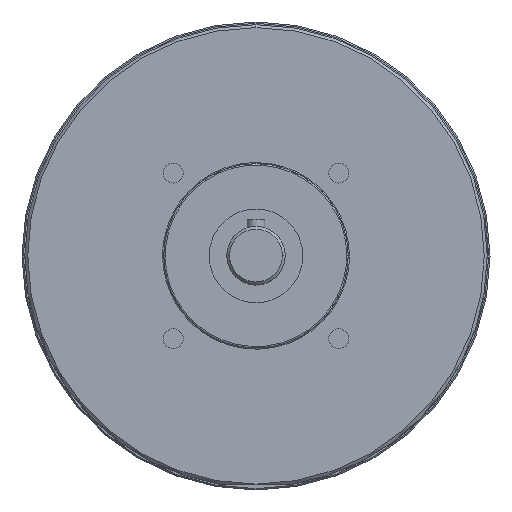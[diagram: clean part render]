
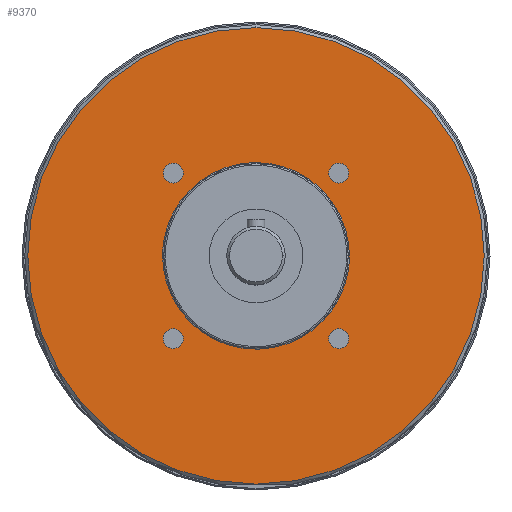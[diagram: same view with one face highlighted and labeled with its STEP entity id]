
A CAD part, top view. The second image highlights one B-rep face of the part: STEP entity #9370.
In plain terms, the highlighted planar face has unit normal (0, 0, 1).
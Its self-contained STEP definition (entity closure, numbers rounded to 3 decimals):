
#575 = DIRECTION ( 'NONE',  ( 0., 0., 1. ) ) ;
#660 = VERTEX_POINT ( 'NONE', #22288 ) ;
#718 = ORIENTED_EDGE ( 'NONE', *, *, #14625, .F. ) ;
#929 = ORIENTED_EDGE ( 'NONE', *, *, #10536, .F. ) ;
#1112 = CARTESIAN_POINT ( 'NONE',  ( -31.9, 0., -5. ) ) ;
#1234 = DIRECTION ( 'NONE',  ( 0., 0., -1. ) ) ;
#1472 = CARTESIAN_POINT ( 'NONE',  ( 31.9, -63.8, -5. ) ) ;
#1488 = AXIS2_PLACEMENT_3D ( 'NONE', #11516, #575, #21155 ) ;
#1552 = CARTESIAN_POINT ( 'NONE',  ( 0., 0., -5. ) ) ;
#1613 = CARTESIAN_POINT ( 'NONE',  ( -31.684, -28.284, -5. ) ) ;
#2065 = CARTESIAN_POINT ( 'NONE',  ( 28.284, 28.284, -5. ) ) ;
#2274 = CIRCLE ( 'NONE', #3062, 3.4 ) ;
#2587 = EDGE_CURVE ( 'NONE', #660, #20911, #7388, .T. ) ;
#2716 = EDGE_CURVE ( 'NONE', #6915, #17580, #16227, .T. ) ;
#2790 = CARTESIAN_POINT ( 'NONE',  ( -28.284, 28.284, -5. ) ) ;
#3062 = AXIS2_PLACEMENT_3D ( 'NONE', #11341, #3930, #9445 ) ;
#3276 = PLANE ( 'NONE',  #10073 ) ;
#3395 = FACE_OUTER_BOUND ( 'NONE', #19184, .T. ) ;
#3930 = DIRECTION ( 'NONE',  ( 0., 0., 1. ) ) ;
#3935 = DIRECTION ( 'NONE',  ( 1., 0., 0. ) ) ;
#3955 = ORIENTED_EDGE ( 'NONE', *, *, #24272, .F. ) ;
#4168 = EDGE_CURVE ( 'NONE', #24370, #4788, #15703, .T. ) ;
#4280 = DIRECTION ( 'NONE',  ( 1., 0., 0. ) ) ;
#4443 = CIRCLE ( 'NONE', #17268, 3.4 ) ;
#4569 = CARTESIAN_POINT ( 'NONE',  ( -31.9, 0., -5. ) ) ;
#4680 = CIRCLE ( 'NONE', #8684, 3.4 ) ;
#4788 = VERTEX_POINT ( 'NONE', #10924 ) ;
#5120 = EDGE_LOOP ( 'NONE', ( #5271, #718 ) ) ;
#5238 = CARTESIAN_POINT ( 'NONE',  ( 0., 0., -5. ) ) ;
#5271 = ORIENTED_EDGE ( 'NONE', *, *, #4168, .F. ) ;
#5368 = DIRECTION ( 'NONE',  ( 1., 0., 0. ) ) ;
#5648 = AXIS2_PLACEMENT_3D ( 'NONE', #1552, #15363, #9207 ) ;
#5783 = AXIS2_PLACEMENT_3D ( 'NONE', #12053, #21305, #14062 ) ;
#5788 = CARTESIAN_POINT ( 'NONE',  ( 24.884, 28.284, -5. ) ) ;
#6575 = ORIENTED_EDGE ( 'NONE', *, *, #17963, .F. ) ;
#6629 = ORIENTED_EDGE ( 'NONE', *, *, #2587, .F. ) ;
#6915 = VERTEX_POINT ( 'NONE', #1613 ) ;
#7034 = VERTEX_POINT ( 'NONE', #22552 ) ;
#7123 = CARTESIAN_POINT ( 'NONE',  ( -31.9, -63.8, -5. ) ) ;
#7292 = FACE_BOUND ( 'NONE', #5120, .T. ) ;
#7388 = CIRCLE ( 'NONE', #11393, 3.4 ) ;
#7791 = DIRECTION ( 'NONE',  ( 0., 0., 1. ) ) ;
#8684 = AXIS2_PLACEMENT_3D ( 'NONE', #11799, #20929, #9400 ) ;
#8858 = CIRCLE ( 'NONE', #5648, 78. ) ;
#9042 = FACE_BOUND ( 'NONE', #19431, .T. ) ;
#9207 = DIRECTION ( 'NONE',  ( 0., 1., 0. ) ) ;
#9370 = ADVANCED_FACE ( 'NONE', ( #9042, #13212, #24706, #10935, #7292, #3395 ), #3276, .F. ) ;
#9400 = DIRECTION ( 'NONE',  ( 1., 0., 0. ) ) ;
#9416 = DIRECTION ( 'NONE',  ( 0., 0., -1. ) ) ;
#9445 = DIRECTION ( 'NONE',  ( 1., 0., 0. ) ) ;
#9681 = CIRCLE ( 'NONE', #12899, 3.4 ) ;
#10073 = AXIS2_PLACEMENT_3D ( 'NONE', #20454, #9416, #20820 ) ;
#10498 = VERTEX_POINT ( 'NONE', #22653 ) ;
#10536 = EDGE_CURVE ( 'NONE', #20477, #14783, #11704, .T. ) ;
#10568 = DIRECTION ( 'NONE',  ( 0., 0., 1. ) ) ;
#10787 = CARTESIAN_POINT ( 'NONE',  ( 24.884, -28.284, -5. ) ) ;
#10924 = CARTESIAN_POINT ( 'NONE',  ( 31.9, 0., -5. ) ) ;
#10935 = FACE_BOUND ( 'NONE', #23188, .T. ) ;
#11296 = AXIS2_PLACEMENT_3D ( 'NONE', #5238, #1234, #20408 ) ;
#11341 = CARTESIAN_POINT ( 'NONE',  ( -28.284, 28.284, -5. ) ) ;
#11393 = AXIS2_PLACEMENT_3D ( 'NONE', #2790, #10568, #5368 ) ;
#11398 = ORIENTED_EDGE ( 'NONE', *, *, #15620, .F. ) ;
#11516 = CARTESIAN_POINT ( 'NONE',  ( 28.284, 28.284, -5. ) ) ;
#11704 = CIRCLE ( 'NONE', #11296, 78. ) ;
#11733 = CARTESIAN_POINT ( 'NONE',  ( -24.884, -28.284, -5. ) ) ;
#11799 = CARTESIAN_POINT ( 'NONE',  ( -28.284, -28.284, -5. ) ) ;
#12053 = CARTESIAN_POINT ( 'NONE',  ( -28.284, -28.284, -5. ) ) ;
#12226 = CARTESIAN_POINT ( 'NONE',  ( 28.284, -28.284, -5. ) ) ;
#12830 =( BOUNDED_CURVE ( )  B_SPLINE_CURVE ( 3, ( #23502, #19985, #15882, #4569 ),
 .UNSPECIFIED., .F., .F. ) 
 B_SPLINE_CURVE_WITH_KNOTS ( ( 4, 4 ),
 ( 0., 1. ),
 .UNSPECIFIED. ) 
 CURVE ( )  GEOMETRIC_REPRESENTATION_ITEM ( )  RATIONAL_B_SPLINE_CURVE ( ( 1., 0.333, 0.333, 1. ) ) 
 REPRESENTATION_ITEM ( '' )  );
#12899 = AXIS2_PLACEMENT_3D ( 'NONE', #2065, #17249, #3935 ) ;
#13212 = FACE_BOUND ( 'NONE', #16626, .T. ) ;
#13219 = CARTESIAN_POINT ( 'NONE',  ( 0., 78., -5. ) ) ;
#13321 = ORIENTED_EDGE ( 'NONE', *, *, #20527, .F. ) ;
#13469 = CARTESIAN_POINT ( 'NONE',  ( -31.684, 28.284, -5. ) ) ;
#13906 = CIRCLE ( 'NONE', #18689, 3.4 ) ;
#13974 = EDGE_CURVE ( 'NONE', #18050, #10498, #9681, .T. ) ;
#14062 = DIRECTION ( 'NONE',  ( 1., 0., 0. ) ) ;
#14625 = EDGE_CURVE ( 'NONE', #4788, #24370, #12830, .T. ) ;
#14783 = VERTEX_POINT ( 'NONE', #13219 ) ;
#14797 = CARTESIAN_POINT ( 'NONE',  ( 31.9, 0., -5. ) ) ;
#15051 = ORIENTED_EDGE ( 'NONE', *, *, #13974, .F. ) ;
#15363 = DIRECTION ( 'NONE',  ( 0., 0., -1. ) ) ;
#15620 = EDGE_CURVE ( 'NONE', #20911, #660, #2274, .T. ) ;
#15703 =( BOUNDED_CURVE ( )  B_SPLINE_CURVE ( 3, ( #1112, #7123, #1472, #14797 ),
 .UNSPECIFIED., .F., .F. ) 
 B_SPLINE_CURVE_WITH_KNOTS ( ( 4, 4 ),
 ( 0., 1. ),
 .UNSPECIFIED. ) 
 CURVE ( )  GEOMETRIC_REPRESENTATION_ITEM ( )  RATIONAL_B_SPLINE_CURVE ( ( 1., 0.333, 0.333, 1. ) ) 
 REPRESENTATION_ITEM ( '' )  );
#15727 = CARTESIAN_POINT ( 'NONE',  ( 28.284, -28.284, -5. ) ) ;
#15759 = VERTEX_POINT ( 'NONE', #10787 ) ;
#15882 = CARTESIAN_POINT ( 'NONE',  ( -31.9, 63.8, -5. ) ) ;
#16000 = DIRECTION ( 'NONE',  ( 0., 0., 1. ) ) ;
#16227 = CIRCLE ( 'NONE', #5783, 3.4 ) ;
#16626 = EDGE_LOOP ( 'NONE', ( #13321, #15051 ) ) ;
#17249 = DIRECTION ( 'NONE',  ( 0., 0., 1. ) ) ;
#17268 = AXIS2_PLACEMENT_3D ( 'NONE', #12226, #16000, #17373 ) ;
#17373 = DIRECTION ( 'NONE',  ( 1., 0., 0. ) ) ;
#17580 = VERTEX_POINT ( 'NONE', #11733 ) ;
#17629 = CARTESIAN_POINT ( 'NONE',  ( -31.9, 0., -5. ) ) ;
#17933 = CIRCLE ( 'NONE', #1488, 3.4 ) ;
#17963 = EDGE_CURVE ( 'NONE', #7034, #15759, #13906, .T. ) ;
#18050 = VERTEX_POINT ( 'NONE', #5788 ) ;
#18689 = AXIS2_PLACEMENT_3D ( 'NONE', #15727, #7791, #4280 ) ;
#19184 = EDGE_LOOP ( 'NONE', ( #929, #3955 ) ) ;
#19431 = EDGE_LOOP ( 'NONE', ( #6629, #11398 ) ) ;
#19717 = EDGE_LOOP ( 'NONE', ( #6575, #22065 ) ) ;
#19985 = CARTESIAN_POINT ( 'NONE',  ( 31.9, 63.8, -5. ) ) ;
#20145 = EDGE_CURVE ( 'NONE', #17580, #6915, #4680, .T. ) ;
#20408 = DIRECTION ( 'NONE',  ( 0., 1., 0. ) ) ;
#20454 = CARTESIAN_POINT ( 'NONE',  ( 0., 31.9, -5. ) ) ;
#20477 = VERTEX_POINT ( 'NONE', #24287 ) ;
#20527 = EDGE_CURVE ( 'NONE', #10498, #18050, #17933, .T. ) ;
#20820 = DIRECTION ( 'NONE',  ( -1., 0., 0. ) ) ;
#20911 = VERTEX_POINT ( 'NONE', #13469 ) ;
#20929 = DIRECTION ( 'NONE',  ( 0., 0., 1. ) ) ;
#21155 = DIRECTION ( 'NONE',  ( 1., 0., 0. ) ) ;
#21305 = DIRECTION ( 'NONE',  ( 0., 0., 1. ) ) ;
#22065 = ORIENTED_EDGE ( 'NONE', *, *, #24308, .F. ) ;
#22092 = ORIENTED_EDGE ( 'NONE', *, *, #2716, .F. ) ;
#22288 = CARTESIAN_POINT ( 'NONE',  ( -24.884, 28.284, -5. ) ) ;
#22552 = CARTESIAN_POINT ( 'NONE',  ( 31.684, -28.284, -5. ) ) ;
#22653 = CARTESIAN_POINT ( 'NONE',  ( 31.684, 28.284, -5. ) ) ;
#22728 = ORIENTED_EDGE ( 'NONE', *, *, #20145, .F. ) ;
#23188 = EDGE_LOOP ( 'NONE', ( #22728, #22092 ) ) ;
#23502 = CARTESIAN_POINT ( 'NONE',  ( 31.9, 0., -5. ) ) ;
#24272 = EDGE_CURVE ( 'NONE', #14783, #20477, #8858, .T. ) ;
#24287 = CARTESIAN_POINT ( 'NONE',  ( 0., -78., -5. ) ) ;
#24308 = EDGE_CURVE ( 'NONE', #15759, #7034, #4443, .T. ) ;
#24370 = VERTEX_POINT ( 'NONE', #17629 ) ;
#24706 = FACE_BOUND ( 'NONE', #19717, .T. ) ;
